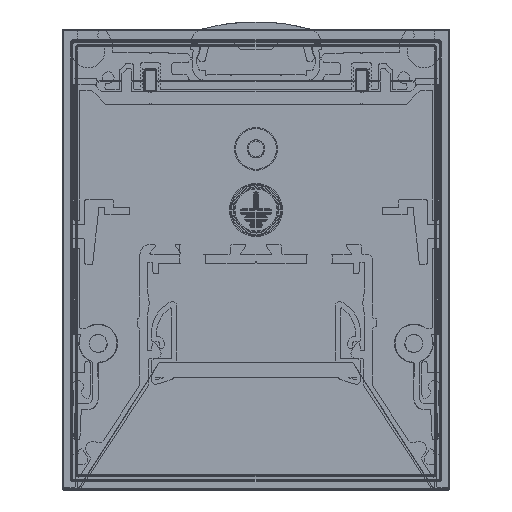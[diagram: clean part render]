
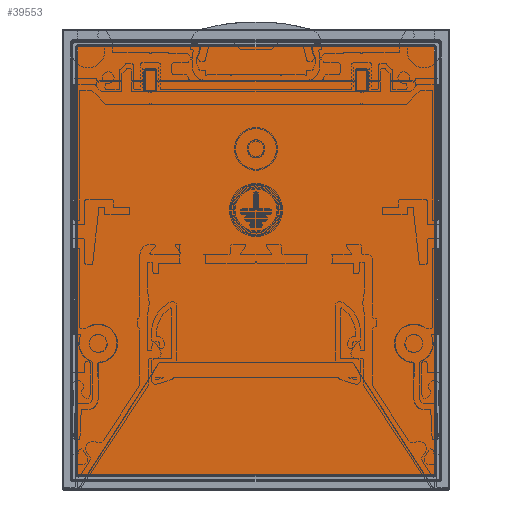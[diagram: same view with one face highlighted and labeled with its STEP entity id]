
A CAD part, front view. The second image highlights one B-rep face of the part: STEP entity #39553.
In plain terms, the highlighted planar face has unit normal (0, -1, 0).
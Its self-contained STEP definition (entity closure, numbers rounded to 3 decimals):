
#3823=FACE_OUTER_BOUND('',#6036,.T.);
#6036=EDGE_LOOP('',(#32132,#32133,#32134,#32135,#32136,#32137,#32138,#32139));
#8196=CIRCLE('',#43067,0.001);
#8201=CIRCLE('',#43073,0.001);
#8416=CIRCLE('',#43540,0.001);
#8420=CIRCLE('',#43545,0.001);
#10656=LINE('',#69689,#13597);
#10915=LINE('',#72691,#13856);
#10917=LINE('',#72728,#13858);
#10919=LINE('',#72761,#13860);
#13597=VECTOR('',#52172,10.);
#13856=VECTOR('',#53361,10.);
#13858=VECTOR('',#53375,10.);
#13860=VECTOR('',#53385,10.);
#17297=VERTEX_POINT('',#69677);
#17299=VERTEX_POINT('',#69680);
#17301=VERTEX_POINT('',#69686);
#17303=VERTEX_POINT('',#69716);
#17612=VERTEX_POINT('',#72690);
#17613=VERTEX_POINT('',#72718);
#17615=VERTEX_POINT('',#72724);
#17617=VERTEX_POINT('',#72754);
#22064=EDGE_CURVE('',#17299,#17297,#8196,.T.);
#22068=EDGE_CURVE('',#17297,#17301,#10656,.T.);
#22071=EDGE_CURVE('',#17301,#17303,#8201,.T.);
#22652=EDGE_CURVE('',#17299,#17612,#10915,.T.);
#22656=EDGE_CURVE('',#17612,#17613,#8416,.T.);
#22659=EDGE_CURVE('',#17613,#17615,#10917,.T.);
#22662=EDGE_CURVE('',#17615,#17617,#8420,.T.);
#22664=EDGE_CURVE('',#17617,#17303,#10919,.T.);
#32132=ORIENTED_EDGE('',*,*,#22664,.F.);
#32133=ORIENTED_EDGE('',*,*,#22662,.F.);
#32134=ORIENTED_EDGE('',*,*,#22659,.F.);
#32135=ORIENTED_EDGE('',*,*,#22656,.F.);
#32136=ORIENTED_EDGE('',*,*,#22652,.F.);
#32137=ORIENTED_EDGE('',*,*,#22064,.T.);
#32138=ORIENTED_EDGE('',*,*,#22068,.T.);
#32139=ORIENTED_EDGE('',*,*,#22071,.T.);
#35602=PLANE('',#43550);
#39553=ADVANCED_FACE('',(#3823),#35602,.F.);
#43067=AXIS2_PLACEMENT_3D('',#69681,#52162,#52163);
#43073=AXIS2_PLACEMENT_3D('',#69719,#52176,#52177);
#43540=AXIS2_PLACEMENT_3D('',#72722,#53368,#53369);
#43545=AXIS2_PLACEMENT_3D('',#72758,#53380,#53381);
#43550=AXIS2_PLACEMENT_3D('',#72768,#53395,#53396);
#52162=DIRECTION('center_axis',(0.,-1.,0.));
#52163=DIRECTION('ref_axis',(0.707,0.,-0.707));
#52172=DIRECTION('',(0.,0.,1.));
#52176=DIRECTION('center_axis',(0.,-1.,0.));
#52177=DIRECTION('ref_axis',(0.707,0.,0.707));
#53361=DIRECTION('',(-1.,0.,0.));
#53368=DIRECTION('center_axis',(0.,1.,0.));
#53369=DIRECTION('ref_axis',(-0.707,0.,-0.707));
#53375=DIRECTION('',(0.,0.,1.));
#53380=DIRECTION('center_axis',(0.,1.,0.));
#53381=DIRECTION('ref_axis',(-0.707,0.,0.707));
#53385=DIRECTION('',(1.,0.,0.));
#53395=DIRECTION('center_axis',(0.,1.,0.));
#53396=DIRECTION('ref_axis',(1.,0.,0.));
#69677=CARTESIAN_POINT('',(35.008,-705.5,-77.507));
#69680=CARTESIAN_POINT('',(35.007,-705.5,-77.508));
#69681=CARTESIAN_POINT('Origin',(35.007,-705.5,-77.507));
#69686=CARTESIAN_POINT('',(35.008,-705.5,6.507));
#69689=CARTESIAN_POINT('',(35.008,-705.5,-14.4));
#69716=CARTESIAN_POINT('',(35.007,-705.5,6.508));
#69719=CARTESIAN_POINT('Origin',(35.007,-705.5,6.507));
#72690=CARTESIAN_POINT('',(-35.007,-705.5,-77.508));
#72691=CARTESIAN_POINT('',(-17.6,-705.5,-77.508));
#72718=CARTESIAN_POINT('',(-35.008,-705.5,-77.507));
#72722=CARTESIAN_POINT('Origin',(-35.007,-705.5,-77.507));
#72724=CARTESIAN_POINT('',(-35.008,-705.5,6.507));
#72728=CARTESIAN_POINT('',(-35.008,-705.5,-14.4));
#72754=CARTESIAN_POINT('',(-35.007,-705.5,6.508));
#72758=CARTESIAN_POINT('Origin',(-35.007,-705.5,6.507));
#72761=CARTESIAN_POINT('',(17.6,-705.5,6.508));
#72768=CARTESIAN_POINT('Origin',(0.,-705.5,-35.5));
